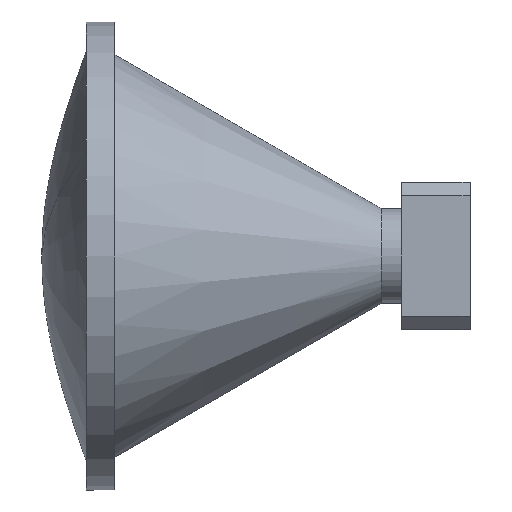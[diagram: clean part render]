
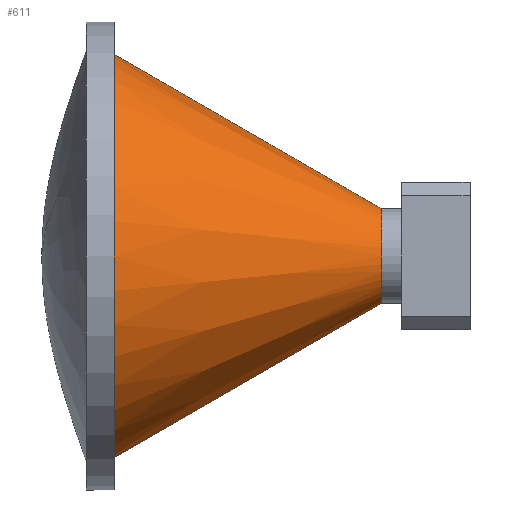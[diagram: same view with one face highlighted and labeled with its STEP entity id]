
A CAD part, front view. The second image highlights one B-rep face of the part: STEP entity #611.
In plain terms, the highlighted conical face has half-angle 30 degrees and reference radius 6.096 mm.
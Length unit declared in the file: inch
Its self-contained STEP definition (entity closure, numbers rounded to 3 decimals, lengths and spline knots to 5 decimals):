
#108 = VERTEX_POINT ( 'NONE', #1909 ) ;
#134 = LINE ( 'NONE', #875, #876 ) ;
#188 = VERTEX_POINT ( 'NONE', #420 ) ;
#214 = EDGE_CURVE ( 'NONE', #108, #994, #134, .T. ) ;
#222 = CARTESIAN_POINT ( 'NONE',  ( 0.36613, -0.18149, 0.22907 ) ) ;
#233 = CARTESIAN_POINT ( 'NONE',  ( 0.36613, -0.18149, 0.22907 ) ) ;
#302 = EDGE_CURVE ( 'NONE', #994, #188, #923, .T. ) ;
#324 = DIRECTION ( 'NONE',  ( -0.866, 0., -0.5 ) ) ;
#416 = AXIS2_PLACEMENT_3D ( 'NONE', #233, #1898, #512 ) ;
#420 = CARTESIAN_POINT ( 'NONE',  ( -0.99187, -0.18149, -0.79497 ) ) ;
#478 = AXIS2_PLACEMENT_3D ( 'NONE', #1372, #1835, #772 ) ;
#512 = DIRECTION ( 'NONE',  ( 0., 0., -1. ) ) ;
#588 = FACE_OUTER_BOUND ( 'NONE', #788, .T. ) ;
#611 = ADVANCED_FACE ( 'NONE', ( #588 ), #943, .T. ) ;
#665 = DIRECTION ( 'NONE',  ( 0., 0., 1. ) ) ;
#735 = DIRECTION ( 'NONE',  ( -0.866, 0., 0.5 ) ) ;
#772 = DIRECTION ( 'NONE',  ( 0., 0., -1. ) ) ;
#782 = ORIENTED_EDGE ( 'NONE', *, *, #302, .T. ) ;
#788 = EDGE_LOOP ( 'NONE', ( #1954, #861, #1424, #782 ) ) ;
#795 = EDGE_CURVE ( 'NONE', #108, #1925, #1579, .T. ) ;
#849 = CARTESIAN_POINT ( 'NONE',  ( -0.99187, -0.18149, 1.25311 ) ) ;
#861 = ORIENTED_EDGE ( 'NONE', *, *, #795, .F. ) ;
#875 = CARTESIAN_POINT ( 'NONE',  ( 0.36613, -0.18149, 0.46907 ) ) ;
#876 = VECTOR ( 'NONE', #735, 39.37008 ) ;
#923 = CIRCLE ( 'NONE', #478, 1.02404 ) ;
#943 = CONICAL_SURFACE ( 'NONE', #1393, 0.24, 0.524 ) ;
#994 = VERTEX_POINT ( 'NONE', #849 ) ;
#1122 = LINE ( 'NONE', #1239, #1511 ) ;
#1239 = CARTESIAN_POINT ( 'NONE',  ( 0.36613, -0.18149, -0.01093 ) ) ;
#1372 = CARTESIAN_POINT ( 'NONE',  ( -0.99187, -0.18149, 0.22907 ) ) ;
#1393 = AXIS2_PLACEMENT_3D ( 'NONE', #222, #1573, #665 ) ;
#1424 = ORIENTED_EDGE ( 'NONE', *, *, #214, .T. ) ;
#1511 = VECTOR ( 'NONE', #324, 39.37008 ) ;
#1537 = EDGE_CURVE ( 'NONE', #1925, #188, #1122, .T. ) ;
#1573 = DIRECTION ( 'NONE',  ( -1., 0., 0. ) ) ;
#1579 = CIRCLE ( 'NONE', #416, 0.24 ) ;
#1607 = CARTESIAN_POINT ( 'NONE',  ( 0.36613, -0.18149, -0.01093 ) ) ;
#1835 = DIRECTION ( 'NONE',  ( 1., 0., 0. ) ) ;
#1898 = DIRECTION ( 'NONE',  ( 1., 0., 0. ) ) ;
#1909 = CARTESIAN_POINT ( 'NONE',  ( 0.36613, -0.18149, 0.46907 ) ) ;
#1925 = VERTEX_POINT ( 'NONE', #1607 ) ;
#1954 = ORIENTED_EDGE ( 'NONE', *, *, #1537, .F. ) ;
